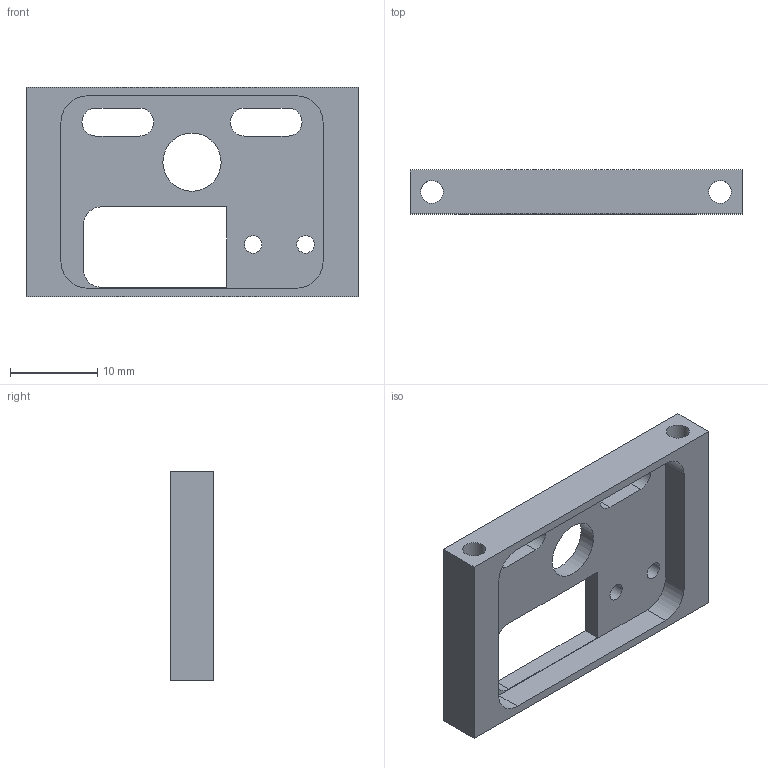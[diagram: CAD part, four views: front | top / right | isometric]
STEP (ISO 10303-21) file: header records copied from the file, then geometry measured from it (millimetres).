
FILE_DESCRIPTION(('FreeCAD Model'),'2;1');
FILE_NAME('Open CASCADE Shape Model','2023-11-24T10:13:06',(''),(''), 'Open CASCADE STEP processor 7.6','FreeCAD','Unknown');
FILE_SCHEMA(('AUTOMOTIVE_DESIGN { 1 0 10303 214 1 1 1 1 }'));
Length unit declared in the file: millimetre
Products named in the file (1): tail_001
Bounding box: 38 x 5 x 24 mm (x, y, z)
Volume: 1871.6 mm3; surface area: 2880.8 mm2
Topology: 1 solids, 1 shells, 34 faces, 93 edges, 62 vertices
Faces by surface type: plane 19, cylinder 15
Full cylindrical faces by diameter (mm): 2 x2, 2.6 x2, 6.66 x1
Entity records: 2377 total; most frequent: CARTESIAN_POINT 430, DIRECTION 370, LINE 219, VECTOR 219, ORIENTED_EDGE 186, PCURVE 186, DEFINITIONAL_REPRESENTATION 186, EDGE_CURVE 93
